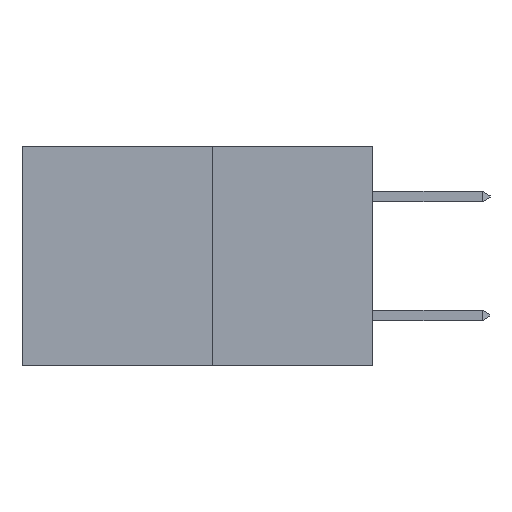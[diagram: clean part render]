
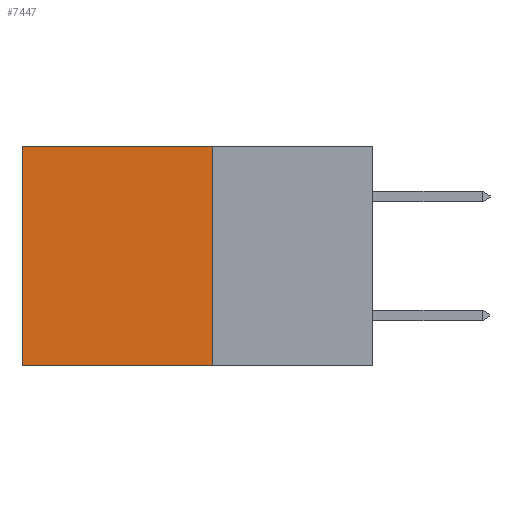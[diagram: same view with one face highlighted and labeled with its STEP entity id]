
A CAD part, left-side view. The second image highlights one B-rep face of the part: STEP entity #7447.
In plain terms, the highlighted planar face has unit normal (-1, 0, 0).
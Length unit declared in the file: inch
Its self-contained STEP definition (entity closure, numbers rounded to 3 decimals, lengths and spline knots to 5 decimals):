
#381 = DIRECTION ( 'NONE',  ( 0., 0., -1. ) ) ;
#387 = ORIENTED_EDGE ( 'NONE', *, *, #480, .F. ) ;
#480 = EDGE_CURVE ( 'NONE', #1972, #1396, #8339, .T. ) ;
#1260 = VERTEX_POINT ( 'NONE', #6398 ) ;
#1396 = VERTEX_POINT ( 'NONE', #3962 ) ;
#1972 = VERTEX_POINT ( 'NONE', #7845 ) ;
#2091 = ORIENTED_EDGE ( 'NONE', *, *, #4222, .F. ) ;
#3107 = LINE ( 'NONE', #3450, #7024 ) ;
#3200 = VERTEX_POINT ( 'NONE', #9539 ) ;
#3450 = CARTESIAN_POINT ( 'NONE',  ( 0.277, 0.27, 0. ) ) ;
#3540 = EDGE_LOOP ( 'NONE', ( #8029, #2091, #387, #4702 ) ) ;
#3564 = DIRECTION ( 'NONE',  ( 0., 1., 0. ) ) ;
#3691 = CARTESIAN_POINT ( 'NONE',  ( 0.277, 0.27, -0.37 ) ) ;
#3733 = DIRECTION ( 'NONE',  ( 0., 1., 0. ) ) ;
#3962 = CARTESIAN_POINT ( 'NONE',  ( 0.277, 0.27, -0.37 ) ) ;
#4222 = EDGE_CURVE ( 'NONE', #1396, #3200, #5704, .T. ) ;
#4253 = EDGE_CURVE ( 'NONE', #1972, #1260, #3107, .T. ) ;
#4484 = DIRECTION ( 'NONE',  ( 0., 0., -1. ) ) ;
#4702 = ORIENTED_EDGE ( 'NONE', *, *, #4253, .T. ) ;
#5288 = EDGE_CURVE ( 'NONE', #1260, #3200, #9099, .T. ) ;
#5384 = FACE_OUTER_BOUND ( 'NONE', #3540, .T. ) ;
#5704 = LINE ( 'NONE', #5750, #9240 ) ;
#5750 = CARTESIAN_POINT ( 'NONE',  ( 0.277, 0.27, -0.37 ) ) ;
#5991 = AXIS2_PLACEMENT_3D ( 'NONE', #3691, #9048, #4484 ) ;
#6398 = CARTESIAN_POINT ( 'NONE',  ( 0.277, 0.59, 0. ) ) ;
#6876 = VECTOR ( 'NONE', #9415, 39.37008 ) ;
#7024 = VECTOR ( 'NONE', #3564, 39.37008 ) ;
#7447 = ADVANCED_FACE ( 'NONE', ( #5384 ), #7537, .F. ) ;
#7537 = PLANE ( 'NONE',  #5991 ) ;
#7845 = CARTESIAN_POINT ( 'NONE',  ( 0.277, 0.27, 0. ) ) ;
#8029 = ORIENTED_EDGE ( 'NONE', *, *, #5288, .T. ) ;
#8082 = VECTOR ( 'NONE', #381, 39.37008 ) ;
#8339 = LINE ( 'NONE', #10156, #8082 ) ;
#9048 = DIRECTION ( 'NONE',  ( 1., 0., 0. ) ) ;
#9099 = LINE ( 'NONE', #9413, #6876 ) ;
#9240 = VECTOR ( 'NONE', #3733, 39.37008 ) ;
#9413 = CARTESIAN_POINT ( 'NONE',  ( 0.277, 0.59, -0.37 ) ) ;
#9415 = DIRECTION ( 'NONE',  ( 0., 0., -1. ) ) ;
#9539 = CARTESIAN_POINT ( 'NONE',  ( 0.277, 0.59, -0.37 ) ) ;
#10156 = CARTESIAN_POINT ( 'NONE',  ( 0.277, 0.27, -0.37 ) ) ;
